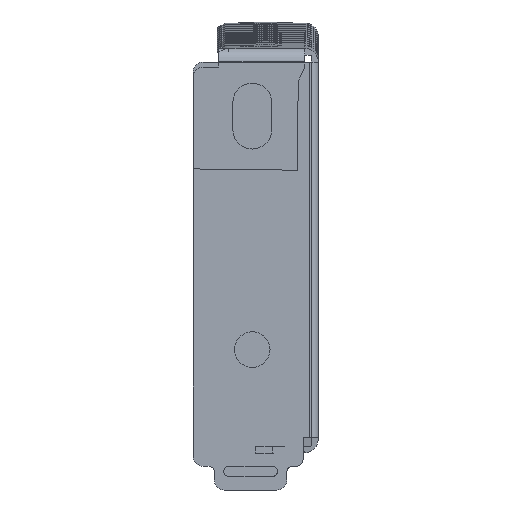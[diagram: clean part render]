
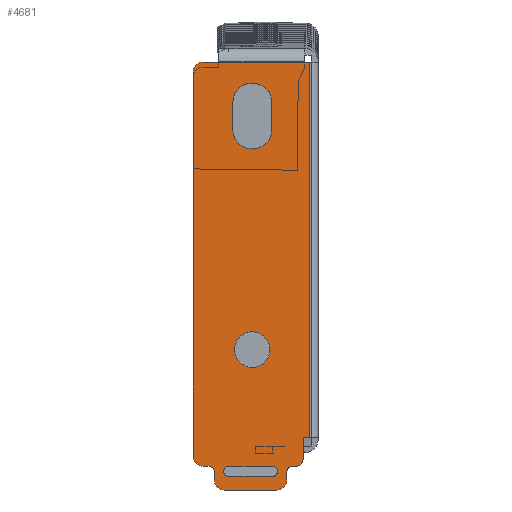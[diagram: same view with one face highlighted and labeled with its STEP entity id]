
A CAD part, front view. The second image highlights one B-rep face of the part: STEP entity #4681.
In plain terms, the highlighted planar face has unit normal (0, -1, 0).
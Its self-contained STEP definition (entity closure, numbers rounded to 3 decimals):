
#88=LINE('',#6843,#684);
#220=LINE('',#7140,#816);
#230=LINE('',#7174,#826);
#231=LINE('',#7178,#827);
#232=LINE('',#7182,#828);
#233=LINE('',#7186,#829);
#234=LINE('',#7190,#830);
#235=LINE('',#7194,#831);
#236=LINE('',#7198,#832);
#237=LINE('',#7201,#833);
#684=VECTOR('',#5496,1.);
#816=VECTOR('',#5698,1.);
#826=VECTOR('',#5726,1.);
#827=VECTOR('',#5729,1.);
#828=VECTOR('',#5732,1.);
#829=VECTOR('',#5735,1.);
#830=VECTOR('',#5738,1.);
#831=VECTOR('',#5741,1.);
#832=VECTOR('',#5744,1.);
#833=VECTOR('',#5747,1.);
#1319=FACE_OUTER_BOUND('',#1558,.T.);
#1558=EDGE_LOOP('',(#3393,#3394,#3395,#3396,#3397,#3398,#3399,#3400,#3401,
#3402,#3403,#3404,#3405,#3406,#3407,#3408,#3409));
#1818=CIRCLE('',#5065,3.);
#1819=CIRCLE('',#5066,3.);
#1820=CIRCLE('',#5067,1.5);
#1821=CIRCLE('',#5068,3.);
#1822=CIRCLE('',#5069,3.);
#1823=CIRCLE('',#5070,1.5);
#1824=CIRCLE('',#5071,2.);
#1960=VERTEX_POINT('',#6839);
#1962=VERTEX_POINT('',#6842);
#2091=VERTEX_POINT('',#7137);
#2107=VERTEX_POINT('',#7173);
#2108=VERTEX_POINT('',#7175);
#2109=VERTEX_POINT('',#7177);
#2110=VERTEX_POINT('',#7179);
#2111=VERTEX_POINT('',#7181);
#2112=VERTEX_POINT('',#7183);
#2113=VERTEX_POINT('',#7185);
#2114=VERTEX_POINT('',#7187);
#2115=VERTEX_POINT('',#7189);
#2116=VERTEX_POINT('',#7191);
#2117=VERTEX_POINT('',#7193);
#2118=VERTEX_POINT('',#7195);
#2119=VERTEX_POINT('',#7197);
#2120=VERTEX_POINT('',#7199);
#2483=EDGE_CURVE('',#1960,#1962,#88,.T.);
#2632=EDGE_CURVE('',#2091,#1960,#220,.F.);
#2649=EDGE_CURVE('',#2107,#2091,#230,.T.);
#2650=EDGE_CURVE('',#2107,#2108,#1818,.F.);
#2651=EDGE_CURVE('',#2109,#2108,#231,.T.);
#2652=EDGE_CURVE('',#2109,#2110,#1819,.F.);
#2653=EDGE_CURVE('',#2111,#2110,#232,.T.);
#2654=EDGE_CURVE('',#2112,#2111,#1820,.F.);
#2655=EDGE_CURVE('',#2113,#2112,#233,.T.);
#2656=EDGE_CURVE('',#2113,#2114,#1821,.F.);
#2657=EDGE_CURVE('',#2115,#2114,#234,.T.);
#2658=EDGE_CURVE('',#2115,#2116,#1822,.F.);
#2659=EDGE_CURVE('',#2117,#2116,#235,.T.);
#2660=EDGE_CURVE('',#2118,#2117,#1823,.F.);
#2661=EDGE_CURVE('',#2119,#2118,#236,.T.);
#2662=EDGE_CURVE('',#2119,#2120,#1824,.F.);
#2663=EDGE_CURVE('',#2120,#1962,#237,.T.);
#3393=ORIENTED_EDGE('',*,*,#2483,.F.);
#3394=ORIENTED_EDGE('',*,*,#2632,.F.);
#3395=ORIENTED_EDGE('',*,*,#2649,.F.);
#3396=ORIENTED_EDGE('',*,*,#2650,.T.);
#3397=ORIENTED_EDGE('',*,*,#2651,.F.);
#3398=ORIENTED_EDGE('',*,*,#2652,.T.);
#3399=ORIENTED_EDGE('',*,*,#2653,.F.);
#3400=ORIENTED_EDGE('',*,*,#2654,.F.);
#3401=ORIENTED_EDGE('',*,*,#2655,.F.);
#3402=ORIENTED_EDGE('',*,*,#2656,.T.);
#3403=ORIENTED_EDGE('',*,*,#2657,.F.);
#3404=ORIENTED_EDGE('',*,*,#2658,.T.);
#3405=ORIENTED_EDGE('',*,*,#2659,.F.);
#3406=ORIENTED_EDGE('',*,*,#2660,.F.);
#3407=ORIENTED_EDGE('',*,*,#2661,.F.);
#3408=ORIENTED_EDGE('',*,*,#2662,.T.);
#3409=ORIENTED_EDGE('',*,*,#2663,.T.);
#4458=PLANE('',#5064);
#4681=ADVANCED_FACE('',(#1319),#4458,.F.);
#5064=AXIS2_PLACEMENT_3D('',#7172,#5724,#5725);
#5065=AXIS2_PLACEMENT_3D('',#7176,#5727,#5728);
#5066=AXIS2_PLACEMENT_3D('',#7180,#5730,#5731);
#5067=AXIS2_PLACEMENT_3D('',#7184,#5733,#5734);
#5068=AXIS2_PLACEMENT_3D('',#7188,#5736,#5737);
#5069=AXIS2_PLACEMENT_3D('',#7192,#5739,#5740);
#5070=AXIS2_PLACEMENT_3D('',#7196,#5742,#5743);
#5071=AXIS2_PLACEMENT_3D('',#7200,#5745,#5746);
#5496=DIRECTION('',(-1.,0.,0.));
#5698=DIRECTION('',(0.,0.,1.));
#5724=DIRECTION('center_axis',(0.,1.,0.));
#5725=DIRECTION('ref_axis',(-1.,0.,0.));
#5726=DIRECTION('',(1.,0.,0.));
#5727=DIRECTION('center_axis',(0.,1.,0.));
#5728=DIRECTION('ref_axis',(0.,0.,-1.));
#5729=DIRECTION('',(0.,0.,1.));
#5730=DIRECTION('center_axis',(0.,1.,0.));
#5731=DIRECTION('ref_axis',(0.,0.,-1.));
#5732=DIRECTION('',(-1.,0.,0.));
#5733=DIRECTION('center_axis',(0.,1.,0.));
#5734=DIRECTION('ref_axis',(0.,0.,-1.));
#5735=DIRECTION('',(0.,0.,1.));
#5736=DIRECTION('center_axis',(0.,1.,0.));
#5737=DIRECTION('ref_axis',(0.,0.,-1.));
#5738=DIRECTION('',(-1.,0.,0.));
#5739=DIRECTION('center_axis',(0.,1.,0.));
#5740=DIRECTION('ref_axis',(0.,0.,-1.));
#5741=DIRECTION('',(0.,0.,-1.));
#5742=DIRECTION('center_axis',(0.,1.,0.));
#5743=DIRECTION('ref_axis',(0.,0.,-1.));
#5744=DIRECTION('',(-1.,0.,0.));
#5745=DIRECTION('center_axis',(0.,1.,0.));
#5746=DIRECTION('ref_axis',(0.,0.,-1.));
#5747=DIRECTION('',(0.,0.,1.));
#6839=CARTESIAN_POINT('',(30.427,71.157,40.686));
#6842=CARTESIAN_POINT('',(28.433,71.157,40.686));
#6843=CARTESIAN_POINT('',(31.803,71.157,40.686));
#7137=CARTESIAN_POINT('',(30.427,71.157,151.548));
#7140=CARTESIAN_POINT('',(30.427,71.157,96.118));
#7172=CARTESIAN_POINT('Origin',(32.927,71.157,160.572));
#7173=CARTESIAN_POINT('',(-1.073,71.157,151.548));
#7174=CARTESIAN_POINT('',(14.677,71.157,151.548));
#7175=CARTESIAN_POINT('',(-4.073,71.157,148.548));
#7176=CARTESIAN_POINT('Origin',(-1.073,71.157,148.548));
#7177=CARTESIAN_POINT('',(-4.073,71.157,35.048));
#7178=CARTESIAN_POINT('',(-4.073,71.157,91.798));
#7179=CARTESIAN_POINT('',(-1.073,71.157,32.048));
#7180=CARTESIAN_POINT('Origin',(-1.073,71.157,35.048));
#7181=CARTESIAN_POINT('',(0.677,71.157,32.048));
#7182=CARTESIAN_POINT('',(-0.198,71.157,32.048));
#7183=CARTESIAN_POINT('',(2.177,71.157,30.548));
#7184=CARTESIAN_POINT('Origin',(0.677,71.157,30.548));
#7185=CARTESIAN_POINT('',(2.177,71.157,28.048));
#7186=CARTESIAN_POINT('',(2.177,71.157,29.298));
#7187=CARTESIAN_POINT('',(5.177,71.157,25.048));
#7188=CARTESIAN_POINT('Origin',(5.177,71.157,28.048));
#7189=CARTESIAN_POINT('',(20.677,71.157,25.048));
#7190=CARTESIAN_POINT('',(12.927,71.157,25.048));
#7191=CARTESIAN_POINT('',(23.677,71.157,28.048));
#7192=CARTESIAN_POINT('Origin',(20.677,71.157,28.048));
#7193=CARTESIAN_POINT('',(23.677,71.157,30.548));
#7194=CARTESIAN_POINT('',(23.677,71.157,29.298));
#7195=CARTESIAN_POINT('',(25.177,71.157,32.048));
#7196=CARTESIAN_POINT('Origin',(25.177,71.157,30.548));
#7197=CARTESIAN_POINT('',(26.433,71.157,32.048));
#7198=CARTESIAN_POINT('',(25.805,71.157,32.048));
#7199=CARTESIAN_POINT('',(28.433,71.157,34.048));
#7200=CARTESIAN_POINT('Origin',(26.433,71.157,34.048));
#7201=CARTESIAN_POINT('',(28.433,71.157,36.368));
